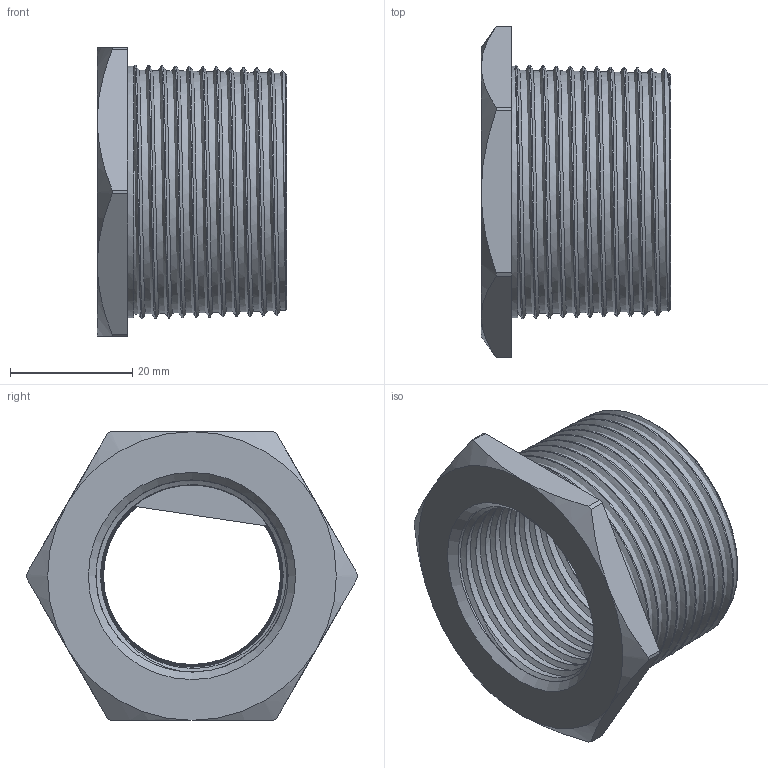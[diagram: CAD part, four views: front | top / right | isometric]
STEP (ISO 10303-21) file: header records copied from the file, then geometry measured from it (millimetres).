
FILE_DESCRIPTION(/* description */ ('Reduzierung NPT 1 1/4" x 1"'),/* implementation_level */ '2;1');
FILE_NAME(/* name */ 'RX745429-RST.stp',/* time_stamp */ '2021-08-31T09:36:49+02:00',/* author */ ('sl'),/* organization */ (''),/* preprocessor_version */ 'ST-DEVELOPER v16.5',/* originating_system */ 'Autodesk Inventor 2017',/* authorisation */ '');
FILE_SCHEMA (('AUTOMOTIVE_DESIGN { 1 0 10303 214 3 1 1 }'));
Length unit declared in the file: millimetre
Products named in the file (1): RX745424
Bounding box: 31 x 54.15 x 47.2 mm (x, y, z)
Volume: 19745.7 mm3; surface area: 16386.9 mm2
Topology: 1 solids, 1 shells, 43 faces, 110 edges, 68 vertices
Faces by surface type: cone 13, plane 13, cylinder 9, bspline 8
Full cylindrical faces by diameter (mm): 28.95 x1, 41.16 x1
Entity records: 6840 total; most frequent: CARTESIAN_POINT 5939, ORIENTED_EDGE 194, DIRECTION 159, EDGE_CURVE 95, AXIS2_PLACEMENT_3D 65, VERTEX_POINT 60, EDGE_LOOP 49, FACE_OUTER_BOUND 42
